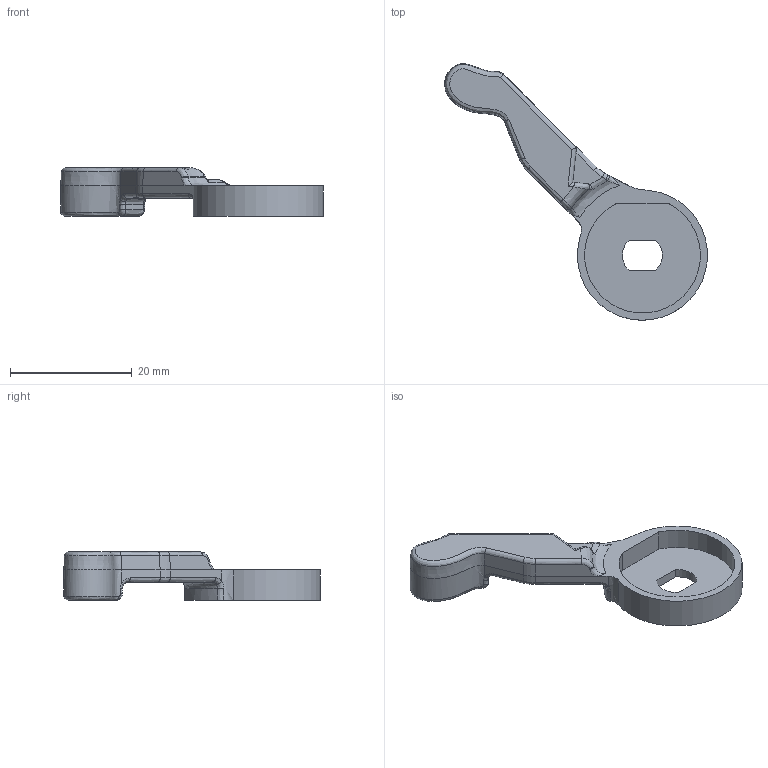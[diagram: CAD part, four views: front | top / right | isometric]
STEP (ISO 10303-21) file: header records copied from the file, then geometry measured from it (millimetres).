
FILE_DESCRIPTION(/* description */ (''),/* implementation_level */ '2;1');
FILE_NAME(/* name */ 'Lever.step',/* time_stamp */ '2021-12-09T00:53:42-05:00',/* author */ (''),/* organization */ (''),/* preprocessor_version */ 'ST-DEVELOPER v18.1',/* originating_system */ 'Autodesk Translation Framework v10.10.0.1391',/* authorisation */ '');
FILE_SCHEMA (('AUTOMOTIVE_DESIGN { 1 0 10303 214 3 1 1 }'));
Length unit declared in the file: millimetre
Products named in the file (1): Lever
Bounding box: 43.2 x 42.17 x 8 mm (x, y, z)
Volume: 2217.6 mm3; surface area: 2141.4 mm2
Topology: 1 solids, 1 shells, 80 faces, 190 edges, 113 vertices
Faces by surface type: bspline 52, plane 22, cylinder 5, cone 1
Entity records: 6573 total; most frequent: CARTESIAN_POINT 5167, ORIENTED_EDGE 380, EDGE_CURVE 190, B_SPLINE_CURVE_WITH_KNOTS 151, VERTEX_POINT 113, DIRECTION 105, EDGE_LOOP 83, FACE_OUTER_BOUND 80
